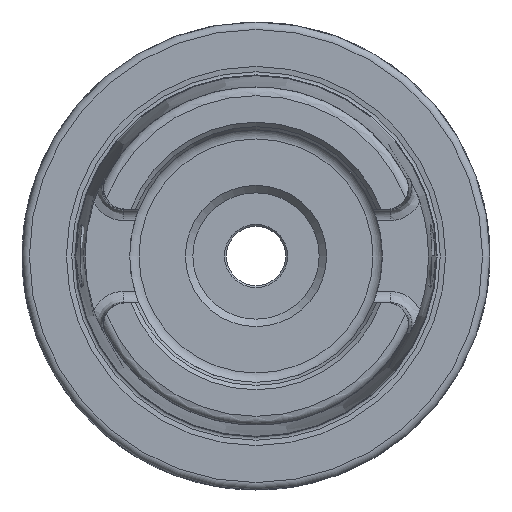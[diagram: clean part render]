
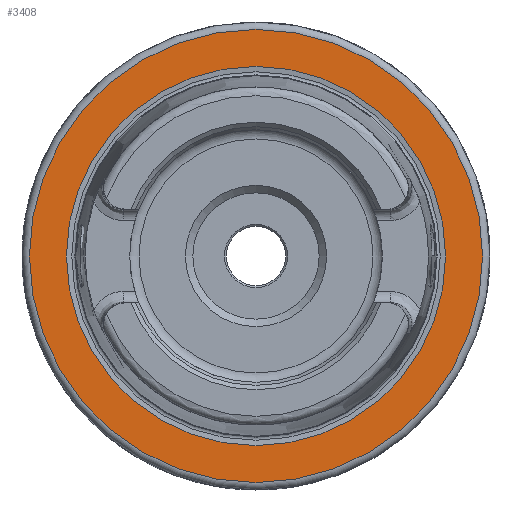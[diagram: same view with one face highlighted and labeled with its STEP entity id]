
A CAD part, left-side view. The second image highlights one B-rep face of the part: STEP entity #3408.
In plain terms, the highlighted planar face has unit normal (-1, 0, 0).
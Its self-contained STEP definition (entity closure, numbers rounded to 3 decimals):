
#86=FACE_BOUND('',#556,.T.);
#175=PLANE('',#3755);
#364=FACE_OUTER_BOUND('',#555,.T.);
#555=EDGE_LOOP('',(#2960,#2961));
#556=EDGE_LOOP('',(#2962,#2963));
#898=CIRCLE('',#3753,25.521);
#899=CIRCLE('',#3754,25.521);
#900=CIRCLE('',#3756,30.5);
#901=CIRCLE('',#3757,30.5);
#1524=VERTEX_POINT('',#7329);
#1525=VERTEX_POINT('',#7331);
#1526=VERTEX_POINT('',#7335);
#1527=VERTEX_POINT('',#7336);
#2023=EDGE_CURVE('',#1525,#1524,#898,.T.);
#2024=EDGE_CURVE('',#1524,#1525,#899,.T.);
#2025=EDGE_CURVE('',#1526,#1527,#900,.T.);
#2026=EDGE_CURVE('',#1527,#1526,#901,.T.);
#2960=ORIENTED_EDGE('',*,*,#2025,.F.);
#2961=ORIENTED_EDGE('',*,*,#2026,.F.);
#2962=ORIENTED_EDGE('',*,*,#2023,.T.);
#2963=ORIENTED_EDGE('',*,*,#2024,.T.);
#3408=ADVANCED_FACE('',(#364,#86),#175,.T.);
#3753=AXIS2_PLACEMENT_3D('',#7332,#4518,#4519);
#3754=AXIS2_PLACEMENT_3D('',#7333,#4520,#4521);
#3755=AXIS2_PLACEMENT_3D('',#7334,#4522,#4523);
#3756=AXIS2_PLACEMENT_3D('',#7337,#4524,#4525);
#3757=AXIS2_PLACEMENT_3D('',#7338,#4526,#4527);
#4518=DIRECTION('center_axis',(1.,0.,0.));
#4519=DIRECTION('ref_axis',(0.,0.,-1.));
#4520=DIRECTION('center_axis',(1.,0.,0.));
#4521=DIRECTION('ref_axis',(0.,0.,-1.));
#4522=DIRECTION('center_axis',(-1.,0.,0.));
#4523=DIRECTION('ref_axis',(0.,0.,1.));
#4524=DIRECTION('center_axis',(1.,0.,0.));
#4525=DIRECTION('ref_axis',(0.,0.,-1.));
#4526=DIRECTION('center_axis',(1.,0.,0.));
#4527=DIRECTION('ref_axis',(0.,0.,-1.));
#7329=CARTESIAN_POINT('',(0.,-25.521,0.));
#7331=CARTESIAN_POINT('',(0.,25.521,0.));
#7332=CARTESIAN_POINT('Origin',(0.,0.,
0.));
#7333=CARTESIAN_POINT('Origin',(0.,0.,
0.));
#7334=CARTESIAN_POINT('Origin',(0.,30.5,0.));
#7335=CARTESIAN_POINT('',(0.,30.5,0.));
#7336=CARTESIAN_POINT('',(0.,0.,30.5));
#7337=CARTESIAN_POINT('Origin',(0.,0.,
0.));
#7338=CARTESIAN_POINT('Origin',(0.,0.,
0.));
